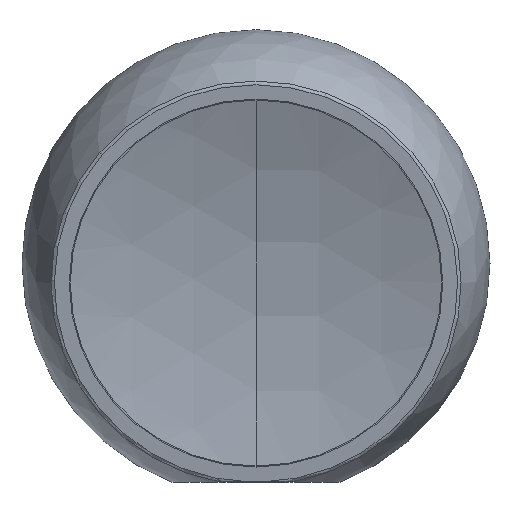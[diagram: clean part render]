
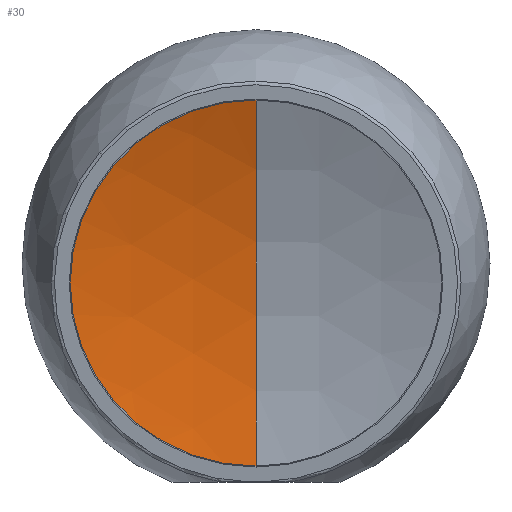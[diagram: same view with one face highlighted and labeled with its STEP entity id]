
A CAD part, top view. The second image highlights one B-rep face of the part: STEP entity #30.
In plain terms, the highlighted spherical face has radius 46.197 mm.
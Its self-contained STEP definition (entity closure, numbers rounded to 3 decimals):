
#30 = ADVANCED_FACE ( 'NONE', ( #124 ), #175, .F. ) ;
#48 = CIRCLE ( 'NONE', #451, 11.91 ) ;
#60 = DIRECTION ( 'NONE',  ( -1., 0., 0. ) ) ;
#71 = EDGE_CURVE ( 'NONE', #248, #584, #48, .T. ) ;
#75 = CIRCLE ( 'NONE', #476, 46.196 ) ;
#124 = FACE_OUTER_BOUND ( 'NONE', #531, .T. ) ;
#175 = SPHERICAL_SURFACE ( 'NONE', #458, 46.196 ) ;
#208 = DIRECTION ( 'NONE',  ( 0., -0.985, -0.174 ) ) ;
#248 = VERTEX_POINT ( 'NONE', #597 ) ;
#278 = CARTESIAN_POINT ( 'NONE',  ( 0., 1.022, 5.172 ) ) ;
#359 = CARTESIAN_POINT ( 'NONE',  ( 0., 12.751, 7.24 ) ) ;
#424 = DIRECTION ( 'NONE',  ( 0., 0., -1. ) ) ;
#451 = AXIS2_PLACEMENT_3D ( 'NONE', #359, #572, #208 ) ;
#458 = AXIS2_PLACEMENT_3D ( 'NONE', #573, #60, #568 ) ;
#468 = ORIENTED_EDGE ( 'NONE', *, *, #626, .T. ) ;
#476 = AXIS2_PLACEMENT_3D ( 'NONE', #590, #534, #424 ) ;
#506 = ORIENTED_EDGE ( 'NONE', *, *, #71, .T. ) ;
#531 = EDGE_LOOP ( 'NONE', ( #506, #468 ) ) ;
#534 = DIRECTION ( 'NONE',  ( 1., 0., 0. ) ) ;
#568 = DIRECTION ( 'NONE',  ( 0., 0., -1. ) ) ;
#572 = DIRECTION ( 'NONE',  ( 0., -0.174, 0.985 ) ) ;
#573 = CARTESIAN_POINT ( 'NONE',  ( 0., 5., 51.196 ) ) ;
#584 = VERTEX_POINT ( 'NONE', #278 ) ;
#590 = CARTESIAN_POINT ( 'NONE',  ( 0., 5., 51.196 ) ) ;
#597 = CARTESIAN_POINT ( 'NONE',  ( 0., 24.48, 9.308 ) ) ;
#626 = EDGE_CURVE ( 'NONE', #584, #248, #75, .T. ) ;
